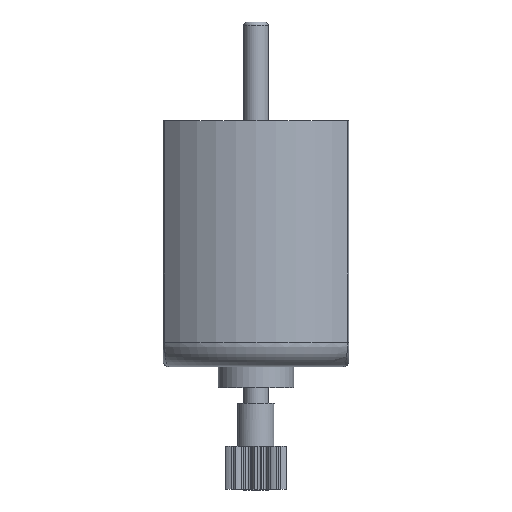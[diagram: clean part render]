
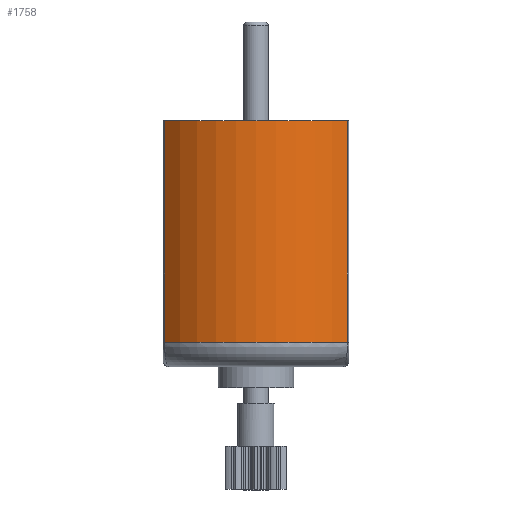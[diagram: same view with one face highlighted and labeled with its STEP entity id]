
A CAD part, left-side view. The second image highlights one B-rep face of the part: STEP entity #1758.
In plain terms, the highlighted cylindrical face has radius 10.05 mm (diameter 20.1 mm), a partial arc.
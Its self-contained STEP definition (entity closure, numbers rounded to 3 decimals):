
#409 = TOROIDAL_SURFACE('',#410,8.05,2.);
#410 = AXIS2_PLACEMENT_3D('',#411,#412,#413);
#411 = CARTESIAN_POINT('',(0.,0.,2.));
#412 = DIRECTION('',(0.,0.,-1.));
#413 = DIRECTION('',(1.,0.,0.));
#912 = VERTEX_POINT('',#913);
#913 = CARTESIAN_POINT('',(-6.779,7.419,2.));
#997 = EDGE_CURVE('',#912,#998,#1000,.T.);
#998 = VERTEX_POINT('',#999);
#999 = CARTESIAN_POINT('',(-6.779,-7.419,2.));
#1000 = SURFACE_CURVE('',#1001,(#1006,#1013),.PCURVE_S1.);
#1001 = CIRCLE('',#1002,10.05);
#1002 = AXIS2_PLACEMENT_3D('',#1003,#1004,#1005);
#1003 = CARTESIAN_POINT('',(0.,0.,2.));
#1004 = DIRECTION('',(0.,0.,1.));
#1005 = DIRECTION('',(1.,0.,0.));
#1006 = PCURVE('',#409,#1007);
#1007 = DEFINITIONAL_REPRESENTATION('',(#1008),#1012);
#1008 = LINE('',#1009,#1010);
#1009 = CARTESIAN_POINT('',(0.,0.));
#1010 = VECTOR('',#1011,1.);
#1011 = DIRECTION('',(-1.,0.));
#1012 = ( GEOMETRIC_REPRESENTATION_CONTEXT(2) 
PARAMETRIC_REPRESENTATION_CONTEXT() REPRESENTATION_CONTEXT('2D SPACE',''
  ) );
#1013 = PCURVE('',#1014,#1019);
#1014 = CYLINDRICAL_SURFACE('',#1015,10.05);
#1015 = AXIS2_PLACEMENT_3D('',#1016,#1017,#1018);
#1016 = CARTESIAN_POINT('',(0.,0.,0.));
#1017 = DIRECTION('',(0.,0.,1.));
#1018 = DIRECTION('',(1.,0.,0.));
#1019 = DEFINITIONAL_REPRESENTATION('',(#1020),#1046);
#1020 = B_SPLINE_CURVE_WITH_KNOTS('',3,(#1021,#1022,#1023,#1024,#1025,
    #1026,#1027,#1028,#1029,#1030,#1031,#1032,#1033,#1034,#1035,#1036,
    #1037,#1038,#1039,#1040,#1041,#1042,#1043,#1044,#1045),
  .UNSPECIFIED.,.F.,.F.,(4,1,1,1,1,1,1,1,1,1,1,1,1,1,1,1,1,1,1,1,1,1,4),
  (0.,0.181,0.363,0.544,0.726,
    0.907,1.089,1.27,1.451,
    1.633,1.814,1.996,2.177,
    2.359,2.54,2.722,2.903,
    3.084,3.266,3.447,3.629,
    3.81,3.992),.QUASI_UNIFORM_KNOTS.);
#1021 = CARTESIAN_POINT('',(0.,2.));
#1022 = CARTESIAN_POINT('',(0.06,2.));
#1023 = CARTESIAN_POINT('',(0.181,2.));
#1024 = CARTESIAN_POINT('',(0.363,2.));
#1025 = CARTESIAN_POINT('',(0.544,2.));
#1026 = CARTESIAN_POINT('',(0.726,2.));
#1027 = CARTESIAN_POINT('',(0.907,2.));
#1028 = CARTESIAN_POINT('',(1.089,2.));
#1029 = CARTESIAN_POINT('',(1.27,2.));
#1030 = CARTESIAN_POINT('',(1.451,2.));
#1031 = CARTESIAN_POINT('',(1.633,2.));
#1032 = CARTESIAN_POINT('',(1.814,2.));
#1033 = CARTESIAN_POINT('',(1.996,2.));
#1034 = CARTESIAN_POINT('',(2.177,2.));
#1035 = CARTESIAN_POINT('',(2.359,2.));
#1036 = CARTESIAN_POINT('',(2.54,2.));
#1037 = CARTESIAN_POINT('',(2.722,2.));
#1038 = CARTESIAN_POINT('',(2.903,2.));
#1039 = CARTESIAN_POINT('',(3.084,2.));
#1040 = CARTESIAN_POINT('',(3.266,2.));
#1041 = CARTESIAN_POINT('',(3.447,2.));
#1042 = CARTESIAN_POINT('',(3.629,2.));
#1043 = CARTESIAN_POINT('',(3.81,2.));
#1044 = CARTESIAN_POINT('',(3.931,2.));
#1045 = CARTESIAN_POINT('',(3.992,2.));
#1046 = ( GEOMETRIC_REPRESENTATION_CONTEXT(2) 
PARAMETRIC_REPRESENTATION_CONTEXT() REPRESENTATION_CONTEXT('2D SPACE',''
  ) );
#1308 = PLANE('',#1309);
#1309 = AXIS2_PLACEMENT_3D('',#1310,#1311,#1312);
#1310 = CARTESIAN_POINT('',(0.,0.,20.));
#1311 = DIRECTION('',(0.,0.,1.));
#1312 = DIRECTION('',(1.,0.,0.));
#1570 = CYLINDRICAL_SURFACE('',#1571,0.5);
#1571 = AXIS2_PLACEMENT_3D('',#1572,#1573,#1574);
#1572 = CARTESIAN_POINT('',(-6.442,-7.05,2.));
#1573 = DIRECTION('',(0.,0.,1.));
#1574 = DIRECTION('',(0.,-1.,0.));
#1703 = CYLINDRICAL_SURFACE('',#1704,0.5);
#1704 = AXIS2_PLACEMENT_3D('',#1705,#1706,#1707);
#1705 = CARTESIAN_POINT('',(-6.442,7.05,2.));
#1706 = DIRECTION('',(0.,0.,1.));
#1707 = DIRECTION('',(0.,1.,0.));
#1758 = ADVANCED_FACE('',(#1759),#1014,.T.);
#1759 = FACE_BOUND('',#1760,.T.);
#1760 = EDGE_LOOP('',(#1761,#1809,#1830,#1831));
#1761 = ORIENTED_EDGE('',*,*,#1762,.F.);
#1762 = EDGE_CURVE('',#1763,#1765,#1767,.T.);
#1763 = VERTEX_POINT('',#1764);
#1764 = CARTESIAN_POINT('',(-6.779,7.419,20.));
#1765 = VERTEX_POINT('',#1766);
#1766 = CARTESIAN_POINT('',(-6.779,-7.419,20.));
#1767 = SURFACE_CURVE('',#1768,(#1773,#1802),.PCURVE_S1.);
#1768 = CIRCLE('',#1769,10.05);
#1769 = AXIS2_PLACEMENT_3D('',#1770,#1771,#1772);
#1770 = CARTESIAN_POINT('',(0.,0.,20.));
#1771 = DIRECTION('',(0.,0.,1.));
#1772 = DIRECTION('',(1.,0.,0.));
#1773 = PCURVE('',#1014,#1774);
#1774 = DEFINITIONAL_REPRESENTATION('',(#1775),#1801);
#1775 = B_SPLINE_CURVE_WITH_KNOTS('',3,(#1776,#1777,#1778,#1779,#1780,
    #1781,#1782,#1783,#1784,#1785,#1786,#1787,#1788,#1789,#1790,#1791,
    #1792,#1793,#1794,#1795,#1796,#1797,#1798,#1799,#1800),
  .UNSPECIFIED.,.F.,.F.,(4,1,1,1,1,1,1,1,1,1,1,1,1,1,1,1,1,1,1,1,1,1,4),
  (0.,0.181,0.363,0.544,0.726,
    0.907,1.089,1.27,1.451,
    1.633,1.814,1.996,2.177,
    2.359,2.54,2.722,2.903,
    3.084,3.266,3.447,3.629,
    3.81,3.992),.QUASI_UNIFORM_KNOTS.);
#1776 = CARTESIAN_POINT('',(0.,20.));
#1777 = CARTESIAN_POINT('',(0.06,20.));
#1778 = CARTESIAN_POINT('',(0.181,20.));
#1779 = CARTESIAN_POINT('',(0.363,20.));
#1780 = CARTESIAN_POINT('',(0.544,20.));
#1781 = CARTESIAN_POINT('',(0.726,20.));
#1782 = CARTESIAN_POINT('',(0.907,20.));
#1783 = CARTESIAN_POINT('',(1.089,20.));
#1784 = CARTESIAN_POINT('',(1.27,20.));
#1785 = CARTESIAN_POINT('',(1.451,20.));
#1786 = CARTESIAN_POINT('',(1.633,20.));
#1787 = CARTESIAN_POINT('',(1.814,20.));
#1788 = CARTESIAN_POINT('',(1.996,20.));
#1789 = CARTESIAN_POINT('',(2.177,20.));
#1790 = CARTESIAN_POINT('',(2.359,20.));
#1791 = CARTESIAN_POINT('',(2.54,20.));
#1792 = CARTESIAN_POINT('',(2.722,20.));
#1793 = CARTESIAN_POINT('',(2.903,20.));
#1794 = CARTESIAN_POINT('',(3.084,20.));
#1795 = CARTESIAN_POINT('',(3.266,20.));
#1796 = CARTESIAN_POINT('',(3.447,20.));
#1797 = CARTESIAN_POINT('',(3.629,20.));
#1798 = CARTESIAN_POINT('',(3.81,20.));
#1799 = CARTESIAN_POINT('',(3.931,20.));
#1800 = CARTESIAN_POINT('',(3.992,20.));
#1801 = ( GEOMETRIC_REPRESENTATION_CONTEXT(2) 
PARAMETRIC_REPRESENTATION_CONTEXT() REPRESENTATION_CONTEXT('2D SPACE',''
  ) );
#1802 = PCURVE('',#1308,#1803);
#1803 = DEFINITIONAL_REPRESENTATION('',(#1804),#1808);
#1804 = CIRCLE('',#1805,10.05);
#1805 = AXIS2_PLACEMENT_2D('',#1806,#1807);
#1806 = CARTESIAN_POINT('',(0.,0.));
#1807 = DIRECTION('',(1.,0.));
#1808 = ( GEOMETRIC_REPRESENTATION_CONTEXT(2) 
PARAMETRIC_REPRESENTATION_CONTEXT() REPRESENTATION_CONTEXT('2D SPACE',''
  ) );
#1809 = ORIENTED_EDGE('',*,*,#1810,.F.);
#1810 = EDGE_CURVE('',#912,#1763,#1811,.T.);
#1811 = SURFACE_CURVE('',#1812,(#1816,#1823),.PCURVE_S1.);
#1812 = LINE('',#1813,#1814);
#1813 = CARTESIAN_POINT('',(-6.779,7.419,2.));
#1814 = VECTOR('',#1815,1.);
#1815 = DIRECTION('',(0.,0.,1.));
#1816 = PCURVE('',#1014,#1817);
#1817 = DEFINITIONAL_REPRESENTATION('',(#1818),#1822);
#1818 = LINE('',#1819,#1820);
#1819 = CARTESIAN_POINT('',(2.311,2.));
#1820 = VECTOR('',#1821,1.);
#1821 = DIRECTION('',(0.,1.));
#1822 = ( GEOMETRIC_REPRESENTATION_CONTEXT(2) 
PARAMETRIC_REPRESENTATION_CONTEXT() REPRESENTATION_CONTEXT('2D SPACE',''
  ) );
#1823 = PCURVE('',#1703,#1824);
#1824 = DEFINITIONAL_REPRESENTATION('',(#1825),#1829);
#1825 = LINE('',#1826,#1827);
#1826 = CARTESIAN_POINT('',(0.74,0.));
#1827 = VECTOR('',#1828,1.);
#1828 = DIRECTION('',(0.,1.));
#1829 = ( GEOMETRIC_REPRESENTATION_CONTEXT(2) 
PARAMETRIC_REPRESENTATION_CONTEXT() REPRESENTATION_CONTEXT('2D SPACE',''
  ) );
#1830 = ORIENTED_EDGE('',*,*,#997,.T.);
#1831 = ORIENTED_EDGE('',*,*,#1832,.T.);
#1832 = EDGE_CURVE('',#998,#1765,#1833,.T.);
#1833 = SURFACE_CURVE('',#1834,(#1838,#1845),.PCURVE_S1.);
#1834 = LINE('',#1835,#1836);
#1835 = CARTESIAN_POINT('',(-6.779,-7.419,2.));
#1836 = VECTOR('',#1837,1.);
#1837 = DIRECTION('',(0.,0.,1.));
#1838 = PCURVE('',#1014,#1839);
#1839 = DEFINITIONAL_REPRESENTATION('',(#1840),#1844);
#1840 = LINE('',#1841,#1842);
#1841 = CARTESIAN_POINT('',(3.972,2.));
#1842 = VECTOR('',#1843,1.);
#1843 = DIRECTION('',(0.,1.));
#1844 = ( GEOMETRIC_REPRESENTATION_CONTEXT(2) 
PARAMETRIC_REPRESENTATION_CONTEXT() REPRESENTATION_CONTEXT('2D SPACE',''
  ) );
#1845 = PCURVE('',#1570,#1846);
#1846 = DEFINITIONAL_REPRESENTATION('',(#1847),#1851);
#1847 = LINE('',#1848,#1849);
#1848 = CARTESIAN_POINT('',(-0.74,0.));
#1849 = VECTOR('',#1850,1.);
#1850 = DIRECTION('',(0.,1.));
#1851 = ( GEOMETRIC_REPRESENTATION_CONTEXT(2) 
PARAMETRIC_REPRESENTATION_CONTEXT() REPRESENTATION_CONTEXT('2D SPACE',''
  ) );
